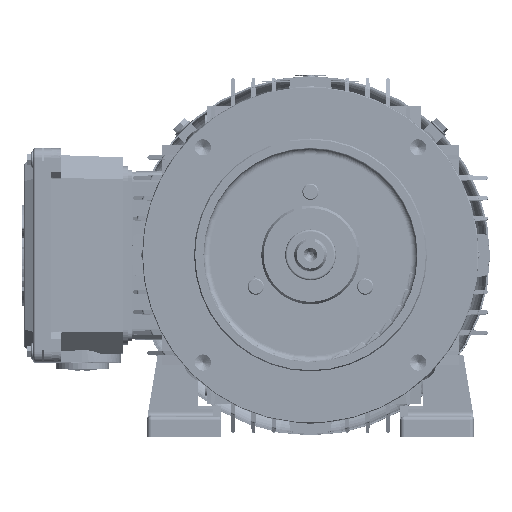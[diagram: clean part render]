
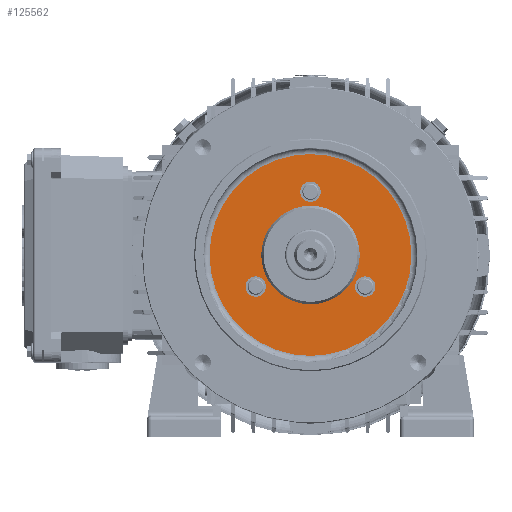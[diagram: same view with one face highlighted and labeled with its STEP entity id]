
A CAD part, top view. The second image highlights one B-rep face of the part: STEP entity #125562.
In plain terms, the highlighted planar face has unit normal (0, 0, 1).
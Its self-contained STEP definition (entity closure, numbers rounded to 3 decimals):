
#122837 = VERTEX_POINT ( 'NONE', #201201 ) ;
#122931 = VERTEX_POINT ( 'NONE', #201344 ) ;
#122991 = EDGE_CURVE ( 'NONE', #122931, #122837, #201443, .T. ) ;
#123070 = VERTEX_POINT ( 'NONE', #201538 ) ;
#123074 = VERTEX_POINT ( 'NONE', #201537 ) ;
#123105 = EDGE_CURVE ( 'NONE', #123070, #123231, #201558, .T. ) ;
#123141 = VERTEX_POINT ( 'NONE', #201594 ) ;
#123145 = EDGE_CURVE ( 'NONE', #123074, #123141, #201640, .T. ) ;
#123174 = VERTEX_POINT ( 'NONE', #201659 ) ;
#123180 = EDGE_CURVE ( 'NONE', #123300, #123174, #201653, .T. ) ;
#123231 = VERTEX_POINT ( 'NONE', #201719 ) ;
#123300 = VERTEX_POINT ( 'NONE', #201789 ) ;
#124344 = VERTEX_POINT ( 'NONE', #203441 ) ;
#124354 = VERTEX_POINT ( 'NONE', #203418 ) ;
#124360 = EDGE_CURVE ( 'NONE', #124344, #124354, #203469, .T. ) ;
#125481 = EDGE_LOOP ( 'NONE', ( #125572, #125580 ) ) ;
#125520 = ORIENTED_EDGE ( 'NONE', *, *, #123180, .F. ) ;
#125557 = ORIENTED_EDGE ( 'NONE', *, *, #125711, .F. ) ;
#125562 = ADVANCED_FACE ( 'NONE', ( #205632, #205641, #205639, #205647, #205604 ), #205634, .F. ) ;
#125565 = EDGE_CURVE ( 'NONE', #123141, #123074, #205630, .T. ) ;
#125572 = ORIENTED_EDGE ( 'NONE', *, *, #122991, .T. ) ;
#125575 = EDGE_LOOP ( 'NONE', ( #125689, #125698 ) ) ;
#125580 = ORIENTED_EDGE ( 'NONE', *, *, #125624, .T. ) ;
#125585 = EDGE_LOOP ( 'NONE', ( #125589, #125591 ) ) ;
#125589 = ORIENTED_EDGE ( 'NONE', *, *, #125565, .F. ) ;
#125591 = ORIENTED_EDGE ( 'NONE', *, *, #123145, .F. ) ;
#125594 = EDGE_LOOP ( 'NONE', ( #125702, #125520 ) ) ;
#125624 = EDGE_CURVE ( 'NONE', #122837, #122931, #205664, .T. ) ;
#125651 = ORIENTED_EDGE ( 'NONE', *, *, #124360, .F. ) ;
#125683 = EDGE_CURVE ( 'NONE', #123231, #123070, #205731, .T. ) ;
#125689 = ORIENTED_EDGE ( 'NONE', *, *, #125683, .F. ) ;
#125692 = EDGE_LOOP ( 'NONE', ( #125557, #125651 ) ) ;
#125698 = ORIENTED_EDGE ( 'NONE', *, *, #123105, .F. ) ;
#125700 = EDGE_CURVE ( 'NONE', #123174, #123300, #205783, .T. ) ;
#125702 = ORIENTED_EDGE ( 'NONE', *, *, #125700, .F. ) ;
#125711 = EDGE_CURVE ( 'NONE', #124354, #124344, #205732, .T. ) ;
#201201 = CARTESIAN_POINT ( 'NONE',  ( 49.5, 0., -2. ) ) ;
#201344 = CARTESIAN_POINT ( 'NONE',  ( -49.5, 0., -2. ) ) ;
#201439 = DIRECTION ( 'NONE',  ( -1., 0., 0. ) ) ;
#201440 = DIRECTION ( 'NONE',  ( 0., 0., 1. ) ) ;
#201441 = CARTESIAN_POINT ( 'NONE',  ( 0., 0., -2. ) ) ;
#201442 = AXIS2_PLACEMENT_3D ( 'NONE', #201441, #201440, #201439 ) ;
#201443 = CIRCLE ( 'NONE', #201442, 49.5 ) ;
#201537 = CARTESIAN_POINT ( 'NONE',  ( 21.847, -15.5, -2. ) ) ;
#201538 = CARTESIAN_POINT ( 'NONE',  ( -31.847, -15.5, -2. ) ) ;
#201551 = AXIS2_PLACEMENT_3D ( 'NONE', #201612, #201611, #201610 ) ;
#201558 = CIRCLE ( 'NONE', #201551, 5. ) ;
#201594 = CARTESIAN_POINT ( 'NONE',  ( 31.847, -15.5, -2. ) ) ;
#201610 = DIRECTION ( 'NONE',  ( -0.5, 0.866, 0. ) ) ;
#201611 = DIRECTION ( 'NONE',  ( 0., 0., 1. ) ) ;
#201612 = CARTESIAN_POINT ( 'NONE',  ( -26.847, -15.5, -2. ) ) ;
#201626 = DIRECTION ( 'NONE',  ( -0.5, -0.866, 0. ) ) ;
#201627 = DIRECTION ( 'NONE',  ( 0., 0., 1. ) ) ;
#201631 = AXIS2_PLACEMENT_3D ( 'NONE', #201637, #201627, #201626 ) ;
#201637 = CARTESIAN_POINT ( 'NONE',  ( 26.847, -15.5, -2. ) ) ;
#201640 = CIRCLE ( 'NONE', #201631, 5. ) ;
#201648 = DIRECTION ( 'NONE',  ( 1., 0., 0. ) ) ;
#201649 = DIRECTION ( 'NONE',  ( 0., 0., 1. ) ) ;
#201650 = CARTESIAN_POINT ( 'NONE',  ( 0., 31., -2. ) ) ;
#201651 = AXIS2_PLACEMENT_3D ( 'NONE', #201650, #201649, #201648 ) ;
#201653 = CIRCLE ( 'NONE', #201651, 5. ) ;
#201659 = CARTESIAN_POINT ( 'NONE',  ( 5., 31., -2. ) ) ;
#201719 = CARTESIAN_POINT ( 'NONE',  ( -21.847, -15.5, -2. ) ) ;
#201789 = CARTESIAN_POINT ( 'NONE',  ( -5., 31., -2. ) ) ;
#203416 = CARTESIAN_POINT ( 'NONE',  ( 0., 0., -2. ) ) ;
#203418 = CARTESIAN_POINT ( 'NONE',  ( -24.155, 0., -2. ) ) ;
#203441 = CARTESIAN_POINT ( 'NONE',  ( 24.155, 0., -2. ) ) ;
#203464 = DIRECTION ( 'NONE',  ( 1., 0., 0. ) ) ;
#203465 = DIRECTION ( 'NONE',  ( 0., 0., 1. ) ) ;
#203466 = AXIS2_PLACEMENT_3D ( 'NONE', #203416, #203465, #203464 ) ;
#203469 = CIRCLE ( 'NONE', #203466, 24.155 ) ;
#205604 = FACE_BOUND ( 'NONE', #125692, .T. ) ;
#205620 = DIRECTION ( 'NONE',  ( 0., 0., 1. ) ) ;
#205621 = CARTESIAN_POINT ( 'NONE',  ( 26.847, -15.5, -2. ) ) ;
#205622 = AXIS2_PLACEMENT_3D ( 'NONE', #205621, #205620, #205687 ) ;
#205624 = DIRECTION ( 'NONE',  ( -1., 0., 0. ) ) ;
#205630 = CIRCLE ( 'NONE', #205622, 5. ) ;
#205631 = AXIS2_PLACEMENT_3D ( 'NONE', #205648, #205633, #205624 ) ;
#205632 = FACE_OUTER_BOUND ( 'NONE', #125481, .T. ) ;
#205633 = DIRECTION ( 'NONE',  ( 0., 0., -1. ) ) ;
#205634 = PLANE ( 'NONE',  #205631 ) ;
#205639 = FACE_BOUND ( 'NONE', #125575, .T. ) ;
#205641 = FACE_BOUND ( 'NONE', #125585, .T. ) ;
#205647 = FACE_BOUND ( 'NONE', #125594, .T. ) ;
#205648 = CARTESIAN_POINT ( 'NONE',  ( 0., 24.155, -2. ) ) ;
#205660 = DIRECTION ( 'NONE',  ( -1., 0., 0. ) ) ;
#205661 = DIRECTION ( 'NONE',  ( 0., 0., 1. ) ) ;
#205662 = CARTESIAN_POINT ( 'NONE',  ( 0., 0., -2. ) ) ;
#205663 = AXIS2_PLACEMENT_3D ( 'NONE', #205662, #205661, #205660 ) ;
#205664 = CIRCLE ( 'NONE', #205663, 49.5 ) ;
#205687 = DIRECTION ( 'NONE',  ( -0.5, -0.866, 0. ) ) ;
#205719 = AXIS2_PLACEMENT_3D ( 'NONE', #205776, #205775, #205774 ) ;
#205720 = DIRECTION ( 'NONE',  ( -0.5, 0.866, 0. ) ) ;
#205721 = DIRECTION ( 'NONE',  ( 0., 0., 1. ) ) ;
#205722 = CARTESIAN_POINT ( 'NONE',  ( -26.847, -15.5, -2. ) ) ;
#205723 = AXIS2_PLACEMENT_3D ( 'NONE', #205722, #205721, #205720 ) ;
#205731 = CIRCLE ( 'NONE', #205723, 5. ) ;
#205732 = CIRCLE ( 'NONE', #205762, 24.155 ) ;
#205759 = DIRECTION ( 'NONE',  ( 1., 0., 0. ) ) ;
#205760 = DIRECTION ( 'NONE',  ( 0., 0., 1. ) ) ;
#205762 = AXIS2_PLACEMENT_3D ( 'NONE', #205781, #205760, #205759 ) ;
#205774 = DIRECTION ( 'NONE',  ( 1., 0., 0. ) ) ;
#205775 = DIRECTION ( 'NONE',  ( 0., 0., 1. ) ) ;
#205776 = CARTESIAN_POINT ( 'NONE',  ( 0., 31., -2. ) ) ;
#205781 = CARTESIAN_POINT ( 'NONE',  ( 0., 0., -2. ) ) ;
#205783 = CIRCLE ( 'NONE', #205719, 5. ) ;
